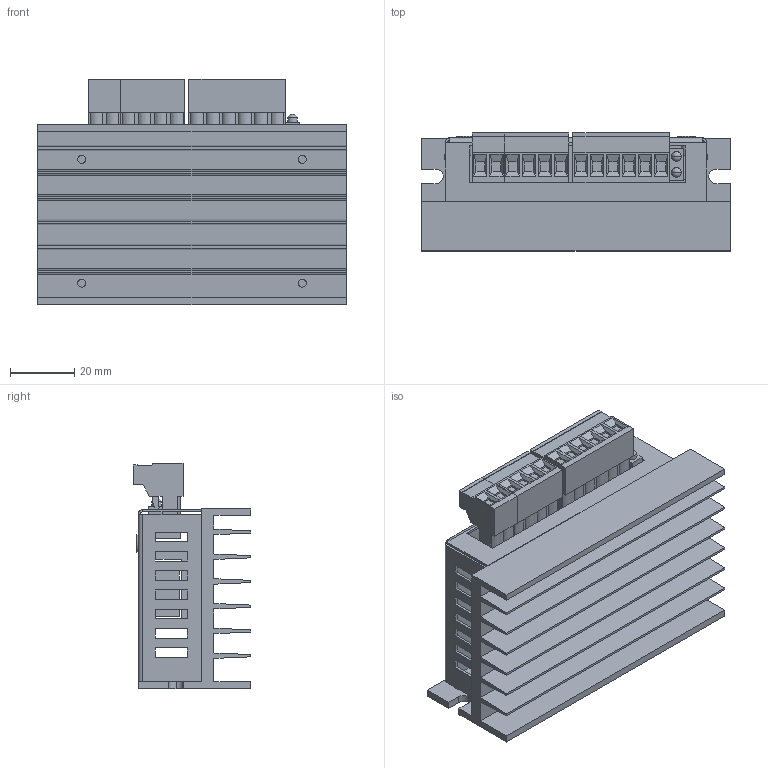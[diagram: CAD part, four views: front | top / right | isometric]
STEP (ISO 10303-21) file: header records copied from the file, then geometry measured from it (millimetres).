
FILE_DESCRIPTION (( 'STEP AP214' ), '1' );
FILE_NAME ('SMAKN TB6600 STEPPER MOTOR DRIVER.STEP', '2017-05-09T06:19:52', ( '' ), ( '' ), 'SwSTEP 2.0', 'SolidWorks 2017', '' );
FILE_SCHEMA (( 'AUTOMOTIVE_DESIGN' ));
Length unit declared in the file: millimetre
Products named in the file (9): EUROSTYLE TERMINAL BLOCK 6 POS 5.0 MM RA PLUG, SMAKN TB6600 STEPPER MOTOR DRIVER; SHEET METAL ENCLOSURE, SMAKN TB6600 STEPPER MOTOR DRIVER; flat head screw_am_B18.6.7M - M3 x 0.5 x 6 Type I Cross Recessed FHMS --6N; SMAKN TB6600 STEPPER MOTOR DRIVER; DIP SWITCH, SMAKN TB6600 STEPPER MOTOR DRIVER; HEATSINK STYLE MOUNTING PLATE, SMAKN TB6600 STEPPER MOTOR DRIVER; EUROSTYLE TERMINAL BLOCK 2 POS 5.0 MM RA PLUG, SMAKN TB6600 STEPPER MOTOR DRIVER; LED BODY, SMAKN TB6600 STEPPER MOTOR DRIVER; EUROSTYLE TERMINAL BLOCK 4 POS 5.0 MM RA PLUG, SMAKN TB6600 STEPPER MOTOR DRIVER
Assembly tree (9 placements, depth 2):
  SMAKN TB6600 STEPPER MOTOR DRIVER
    HEATSINK STYLE MOUNTING PLATE, SMAKN TB6600 STEPPER MOTOR DRIVER
    SHEET METAL ENCLOSURE, SMAKN TB6600 STEPPER MOTOR DRIVER
    LED BODY, SMAKN TB6600 STEPPER MOTOR DRIVER
    EUROSTYLE TERMINAL BLOCK 6 POS 5.0 MM RA PLUG, SMAKN TB6600 STEPPER MOTOR DRIVER
    EUROSTYLE TERMINAL BLOCK 4 POS 5.0 MM RA PLUG, SMAKN TB6600 STEPPER MOTOR DRIVER
    EUROSTYLE TERMINAL BLOCK 2 POS 5.0 MM RA PLUG, SMAKN TB6600 STEPPER MOTOR DRIVER
    DIP SWITCH, SMAKN TB6600 STEPPER MOTOR DRIVER
    flat head screw_am_B18.6.7M - M3 x 0.5 x 6 Type I Cross Recessed FHMS --6N  x2
Bounding box: 96 x 36.6 x 70.3 mm (x, y, z)
Volume: 54067.1 mm3; surface area: 54415.8 mm2
Topology: 9 solids, 9 shells, 694 faces, 1743 edges, 1118 vertices
Faces by surface type: plane 557, cylinder 105, cone 28, sphere 4
Entity records: 23820 total; most frequent: CARTESIAN_POINT 3480, ORIENTED_EDGE 3402, DIRECTION 3349, EDGE_CURVE 1701, LINE 1423, VECTOR 1423, VERTEX_POINT 1094, AXIS2_PLACEMENT_3D 963
